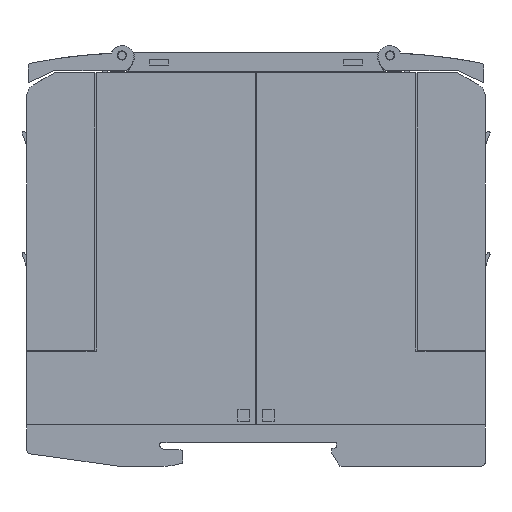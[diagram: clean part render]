
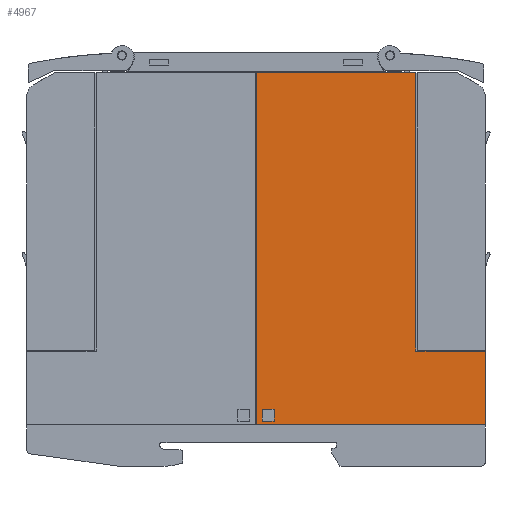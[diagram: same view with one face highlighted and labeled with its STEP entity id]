
A CAD part, left-side view. The second image highlights one B-rep face of the part: STEP entity #4967.
In plain terms, the highlighted planar face has unit normal (-1, 0, 0).
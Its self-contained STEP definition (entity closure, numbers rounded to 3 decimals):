
#4967=ADVANCED_FACE('',(#10115,#10116),#10117,.T.);
#10115=FACE_OUTER_BOUND('',#15335,.T.);
#10116=FACE_BOUND('',#15336,.T.);
#10117=PLANE('',#15337);
#15335=EDGE_LOOP('',(#31179,#31180,#31181,#31182,#31183,#31184));
#15336=EDGE_LOOP('',(#31185,#31186,#31187,#31188));
#15337=AXIS2_PLACEMENT_3D('',#31189,#31190,#31191);
#31179=ORIENTED_EDGE('',*,*,#32408,.T.);
#31180=ORIENTED_EDGE('',*,*,#38066,.T.);
#31181=ORIENTED_EDGE('',*,*,#38074,.T.);
#31182=ORIENTED_EDGE('',*,*,#38054,.F.);
#31183=ORIENTED_EDGE('',*,*,#38075,.T.);
#31184=ORIENTED_EDGE('',*,*,#38070,.T.);
#31185=ORIENTED_EDGE('',*,*,#38064,.T.);
#31186=ORIENTED_EDGE('',*,*,#38040,.T.);
#31187=ORIENTED_EDGE('',*,*,#38048,.T.);
#31188=ORIENTED_EDGE('',*,*,#38061,.T.);
#31189=CARTESIAN_POINT('',(0.0,25.98,9.001));
#31190=DIRECTION('',(-1.0,0.0,0.0));
#31191=DIRECTION('',(0.0,1.0,0.0));
#32408=EDGE_CURVE('',#39173,#39177,#39179,.T.);
#38040=EDGE_CURVE('',#47548,#47546,#47549,.T.);
#38048=EDGE_CURVE('',#47546,#47557,#47559,.T.);
#38054=EDGE_CURVE('',#47568,#47570,#47571,.T.);
#38061=EDGE_CURVE('',#47557,#47580,#47582,.T.);
#38064=EDGE_CURVE('',#47580,#47548,#47585,.T.);
#38066=EDGE_CURVE('',#39177,#47587,#47588,.T.);
#38070=EDGE_CURVE('',#47593,#39173,#47594,.T.);
#38074=EDGE_CURVE('',#47587,#47570,#47599,.T.);
#38075=EDGE_CURVE('',#47568,#47593,#47600,.T.);
#39173=VERTEX_POINT('',#49282);
#39177=VERTEX_POINT('',#49288);
#39179=LINE('',#49291,#49292);
#47546=VERTEX_POINT('',#61667);
#47548=VERTEX_POINT('',#61670);
#47549=LINE('',#61671,#61672);
#47557=VERTEX_POINT('',#61684);
#47559=LINE('',#61687,#61688);
#47568=VERTEX_POINT('',#61700);
#47570=VERTEX_POINT('',#61703);
#47571=LINE('',#61704,#61705);
#47580=VERTEX_POINT('',#61718);
#47582=LINE('',#61721,#61722);
#47585=LINE('',#61726,#61727);
#47587=VERTEX_POINT('',#61729);
#47588=LINE('',#61730,#61731);
#47593=VERTEX_POINT('',#61738);
#47594=LINE('',#61739,#61740);
#47599=LINE('',#61747,#61748);
#47600=LINE('',#61749,#61750);
#49282=CARTESIAN_POINT('',(0.0,1.03,25.101));
#49288=CARTESIAN_POINT('',(0.0,16.13,25.101));
#49291=CARTESIAN_POINT('',(0.0,17.255,25.101));
#49292=VECTOR('',#62771,1.0);
#61667=CARTESIAN_POINT('',(0.0,47.03,12.401));
#61670=CARTESIAN_POINT('',(0.0,49.63,12.401));
#61671=CARTESIAN_POINT('',(0.0,37.155,12.401));
#61672=VECTOR('',#67963,1.0);
#61684=CARTESIAN_POINT('',(0.0,47.03,9.801));
#61687=CARTESIAN_POINT('',(0.0,47.03,10.051));
#61688=VECTOR('',#67969,1.0);
#61700=CARTESIAN_POINT('',(0.0,50.93,9.001));
#61703=CARTESIAN_POINT('',(0.0,50.93,85.801));
#61704=CARTESIAN_POINT('',(0.0,50.93,9.001));
#61705=VECTOR('',#67974,1.0);
#61718=CARTESIAN_POINT('',(0.0,49.63,9.801));
#61721=CARTESIAN_POINT('',(0.0,37.155,9.801));
#61722=VECTOR('',#67980,1.0);
#61726=CARTESIAN_POINT('',(0.0,49.63,10.051));
#61727=VECTOR('',#67982,1.0);
#61729=CARTESIAN_POINT('',(0.0,16.13,85.801));
#61730=CARTESIAN_POINT('',(0.0,16.13,32.226));
#61731=VECTOR('',#67983,1.0);
#61738=CARTESIAN_POINT('',(0.0,1.03,9.001));
#61739=CARTESIAN_POINT('',(0.0,1.03,9.001));
#61740=VECTOR('',#67986,1.0);
#61747=CARTESIAN_POINT('',(0.0,50.93,85.801));
#61748=VECTOR('',#67989,1.0);
#61749=CARTESIAN_POINT('',(0.0,50.93,9.001));
#61750=VECTOR('',#67990,1.0);
#62771=DIRECTION('',(0.0,1.0,0.0));
#67963=DIRECTION('',(0.0,-1.0,0.0));
#67969=DIRECTION('',(0.0,0.0,-1.0));
#67974=DIRECTION('',(0.0,0.0,1.0));
#67980=DIRECTION('',(0.0,1.0,0.0));
#67982=DIRECTION('',(0.0,-0.0,1.0));
#67983=DIRECTION('',(0.0,-0.0,1.0));
#67986=DIRECTION('',(0.0,0.0,1.0));
#67989=DIRECTION('',(0.0,1.0,0.0));
#67990=DIRECTION('',(0.0,-1.0,0.0));
